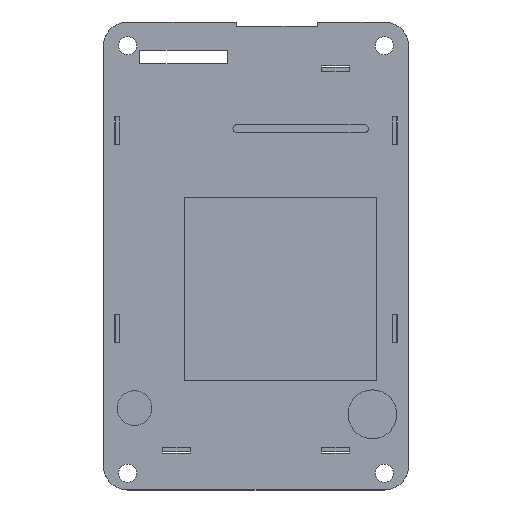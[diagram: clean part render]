
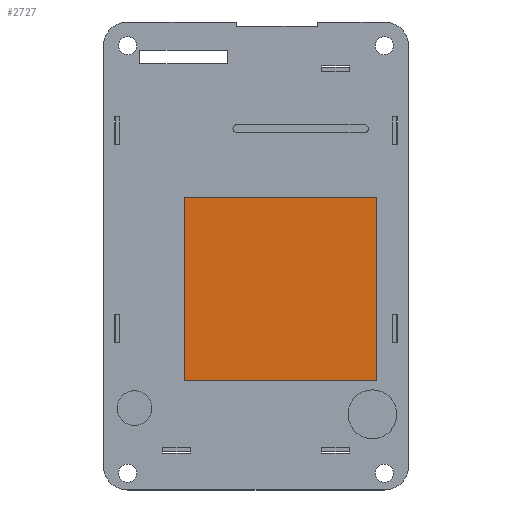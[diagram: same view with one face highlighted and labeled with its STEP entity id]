
A CAD part, top view. The second image highlights one B-rep face of the part: STEP entity #2727.
In plain terms, the highlighted planar face has unit normal (0, 0, 1).
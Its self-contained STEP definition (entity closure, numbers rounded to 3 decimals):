
#962=DIRECTION('',(-1.,0.,0.));
#963=VECTOR('',#962,35.);
#964=CARTESIAN_POINT('',(582.78,343.776,5.2));
#965=LINE('',#964,#963);
#966=DIRECTION('',(0.,1.,0.));
#967=VECTOR('',#966,33.4);
#968=CARTESIAN_POINT('',(582.78,310.376,5.2));
#969=LINE('',#968,#967);
#970=DIRECTION('',(1.,0.,0.));
#971=VECTOR('',#970,35.);
#972=CARTESIAN_POINT('',(547.78,310.376,5.2));
#973=LINE('',#972,#971);
#974=DIRECTION('',(0.,-1.,0.));
#975=VECTOR('',#974,33.4);
#976=CARTESIAN_POINT('',(547.78,343.776,5.2));
#977=LINE('',#976,#975);
#1202=CARTESIAN_POINT('',(582.78,343.776,5.2));
#1203=CARTESIAN_POINT('',(547.78,343.776,5.2));
#1204=VERTEX_POINT('',#1202);
#1205=VERTEX_POINT('',#1203);
#1206=CARTESIAN_POINT('',(547.78,310.376,5.2));
#1207=VERTEX_POINT('',#1206);
#1208=CARTESIAN_POINT('',(582.78,310.376,5.2));
#1209=VERTEX_POINT('',#1208);
#2716=CARTESIAN_POINT('',(560.797,332.448,5.2));
#2717=DIRECTION('',(0.,0.,1.));
#2718=DIRECTION('',(0.,-1.,0.));
#2719=AXIS2_PLACEMENT_3D('',#2716,#2717,#2718);
#2720=PLANE('',#2719);
#2721=ORIENTED_EDGE('',*,*,#2668,.F.);
#2722=ORIENTED_EDGE('',*,*,#2683,.F.);
#2723=ORIENTED_EDGE('',*,*,#2697,.F.);
#2724=ORIENTED_EDGE('',*,*,#2710,.F.);
#2725=EDGE_LOOP('',(#2721,#2722,#2723,#2724));
#2726=FACE_OUTER_BOUND('',#2725,.F.);
#2668=EDGE_CURVE('',#1204,#1205,#965,.T.);
#2683=EDGE_CURVE('',#1209,#1204,#969,.T.);
#2697=EDGE_CURVE('',#1207,#1209,#973,.T.);
#2710=EDGE_CURVE('',#1205,#1207,#977,.T.);
#2727=ADVANCED_FACE('',(#2726),#2720,.T.);
